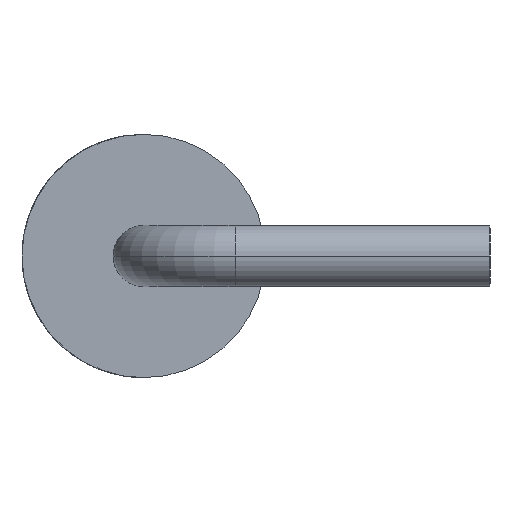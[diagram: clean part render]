
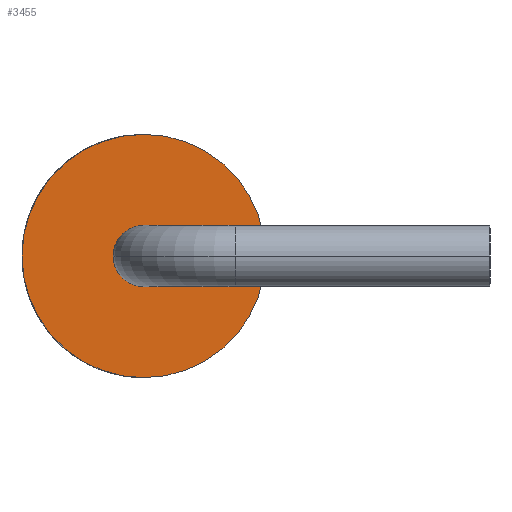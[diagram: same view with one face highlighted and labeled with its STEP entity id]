
A CAD part, left-side view. The second image highlights one B-rep face of the part: STEP entity #3455.
In plain terms, the highlighted planar face has unit normal (-1, 0, 0).
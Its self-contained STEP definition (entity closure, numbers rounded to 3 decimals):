
#112 = ORIENTED_EDGE ( 'NONE', *, *, #584, .F. ) ;
#182 = EDGE_LOOP ( 'NONE', ( #112, #277 ) ) ;
#217 = DIRECTION ( 'NONE',  ( 1., 0., 0. ) ) ;
#237 = DIRECTION ( 'NONE',  ( -1., 0., 0. ) ) ;
#241 = AXIS2_PLACEMENT_3D ( 'NONE', #949, #237, #1933 ) ;
#277 = ORIENTED_EDGE ( 'NONE', *, *, #1251, .F. ) ;
#306 = AXIS2_PLACEMENT_3D ( 'NONE', #531, #1214, #798 ) ;
#315 = DIRECTION ( 'NONE',  ( 0., 0., -1. ) ) ;
#531 = CARTESIAN_POINT ( 'NONE',  ( 3.585, 2.95, 0. ) ) ;
#584 = EDGE_CURVE ( 'NONE', #3132, #862, #1322, .T. ) ;
#763 = AXIS2_PLACEMENT_3D ( 'NONE', #2332, #3970, #315 ) ;
#798 = DIRECTION ( 'NONE',  ( 0., 0., -1. ) ) ;
#814 = CARTESIAN_POINT ( 'NONE',  ( 3.585, 2.95, -1.95 ) ) ;
#862 = VERTEX_POINT ( 'NONE', #814 ) ;
#900 = CARTESIAN_POINT ( 'NONE',  ( 3.585, 2.95, 1.95 ) ) ;
#949 = CARTESIAN_POINT ( 'NONE',  ( 3.585, 2.95, 0. ) ) ;
#961 = EDGE_CURVE ( 'NONE', #2457, #1638, #3698, .T. ) ;
#1111 = CARTESIAN_POINT ( 'NONE',  ( 3.585, 2.95, 0. ) ) ;
#1214 = DIRECTION ( 'NONE',  ( 1., 0., 0. ) ) ;
#1251 = EDGE_CURVE ( 'NONE', #862, #3132, #3070, .T. ) ;
#1322 = CIRCLE ( 'NONE', #306, 1.95 ) ;
#1496 = CIRCLE ( 'NONE', #3795, 0.49 ) ;
#1638 = VERTEX_POINT ( 'NONE', #4222 ) ;
#1738 = FACE_BOUND ( 'NONE', #2676, .T. ) ;
#1929 = CARTESIAN_POINT ( 'NONE',  ( 3.585, 2.95, 0. ) ) ;
#1933 = DIRECTION ( 'NONE',  ( 0., 0., -1. ) ) ;
#2039 = CARTESIAN_POINT ( 'NONE',  ( 3.585, 2.46, 0. ) ) ;
#2332 = CARTESIAN_POINT ( 'NONE',  ( 3.585, 2.95, 0. ) ) ;
#2445 = DIRECTION ( 'NONE',  ( -1., 0., 0. ) ) ;
#2457 = VERTEX_POINT ( 'NONE', #2039 ) ;
#2595 = ORIENTED_EDGE ( 'NONE', *, *, #3045, .F. ) ;
#2657 = FACE_OUTER_BOUND ( 'NONE', #182, .T. ) ;
#2676 = EDGE_LOOP ( 'NONE', ( #3124, #2595 ) ) ;
#2853 = AXIS2_PLACEMENT_3D ( 'NONE', #1929, #217, #3547 ) ;
#3045 = EDGE_CURVE ( 'NONE', #1638, #2457, #1496, .T. ) ;
#3070 = CIRCLE ( 'NONE', #2853, 1.95 ) ;
#3124 = ORIENTED_EDGE ( 'NONE', *, *, #961, .F. ) ;
#3132 = VERTEX_POINT ( 'NONE', #900 ) ;
#3446 = DIRECTION ( 'NONE',  ( 0., 0., -1. ) ) ;
#3455 = ADVANCED_FACE ( 'NONE', ( #1738, #2657 ), #4022, .F. ) ;
#3547 = DIRECTION ( 'NONE',  ( 0., 0., -1. ) ) ;
#3698 = CIRCLE ( 'NONE', #241, 0.49 ) ;
#3795 = AXIS2_PLACEMENT_3D ( 'NONE', #1111, #2445, #3446 ) ;
#3970 = DIRECTION ( 'NONE',  ( 1., 0., 0. ) ) ;
#4022 = PLANE ( 'NONE',  #763 ) ;
#4222 = CARTESIAN_POINT ( 'NONE',  ( 3.585, 3.44, 0. ) ) ;
